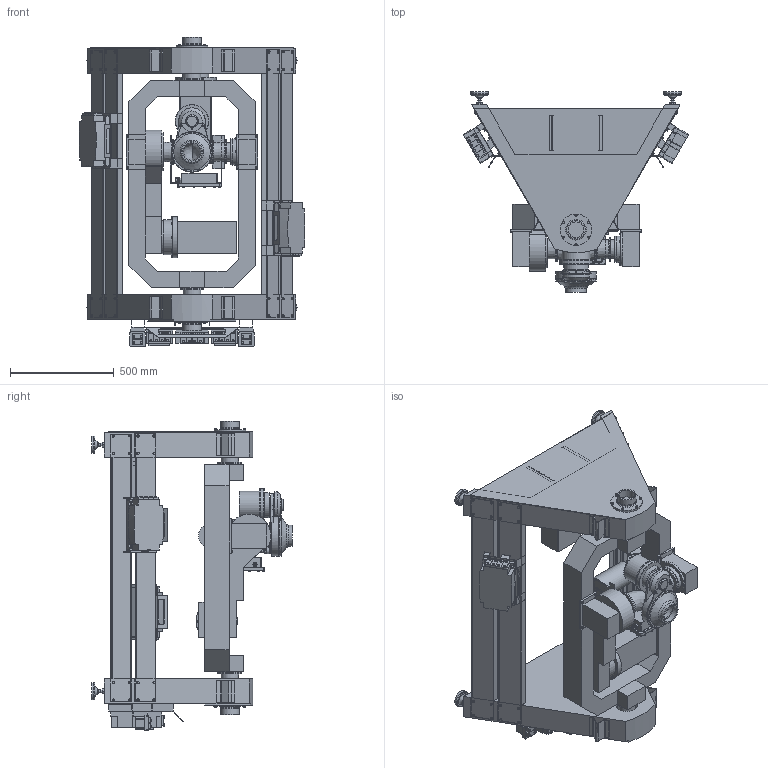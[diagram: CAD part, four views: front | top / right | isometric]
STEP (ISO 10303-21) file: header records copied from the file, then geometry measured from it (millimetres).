
FILE_DESCRIPTION(/* description */ (''),/* implementation_level */ '2;1');
FILE_NAME(/* name */ '46982_MDD_Xl_3D.stp',/* time_stamp */ '2017-02-20T10:07:40+01:00',/* author */ ('guzb562'),/* organization */ (''),/* preprocessor_version */ 'ST-DEVELOPER v16.1',/* originating_system */ 'Autodesk Inventor 2016',/* authorisation */ '');
FILE_SCHEMA (('AUTOMOTIVE_DESIGN { 1 0 10303 214 3 1 1 }'));
Length unit declared in the file: millimetre
Products named in the file (3): 46982_MDDxl; 46982_Mddxl_Schwenker; 46982_MDD_Xl_3D
Assembly tree (2 placements, depth 2):
  46982_MDD_Xl_3D
    46982_MDDxl
    46982_Mddxl_Schwenker
Bounding box: 1087.93 x 965.32 x 1493.12 mm (x, y, z)
Volume: 157204144.4 mm3; surface area: 8283750.8 mm2
Topology: 6 solids, 17 shells, 1750 faces, 4224 edges, 2731 vertices
Faces by surface type: plane 1178, cylinder 404, cone 84, bspline 71, torus 13
Full cylindrical faces by diameter (mm): 5.5 x3, 5.6 x18, 6.182 x1, 7.1 x6, 7.684 x1, 8.5 x19, 9 x9, 9.224 x1, 9.333 x1, 9.38 x4, 9.4 x1, 9.44 x1, 9.52 x8, 9.596 x4, 9.61 x1, 9.668 x2, 9.797 x2, 9.819 x8, 9.84 x4, 9.843 x4, 9.939 x4, 9.992 x4, 10 x26, 10.021 x2, 10.16 x1, 10.226 x2, 10.328 x1, 10.381 x1, 10.568 x1, 11.035 x1
Entity records: 51393 total; most frequent: CARTESIAN_POINT 10099, DIRECTION 8330, ORIENTED_EDGE 7816, EDGE_CURVE 3894, AXIS2_PLACEMENT_3D 2851, VERTEX_POINT 2684, LINE 2628, VECTOR 2628
